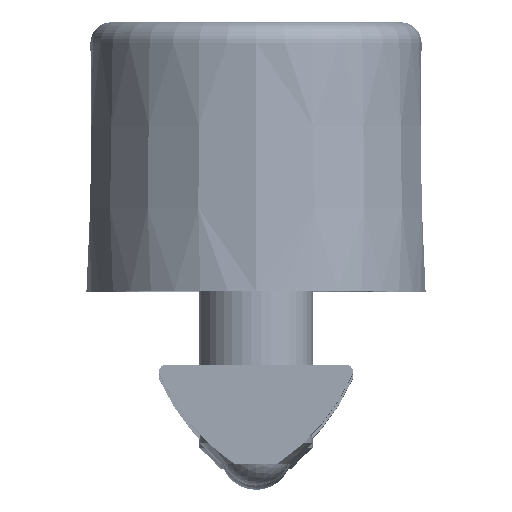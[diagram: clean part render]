
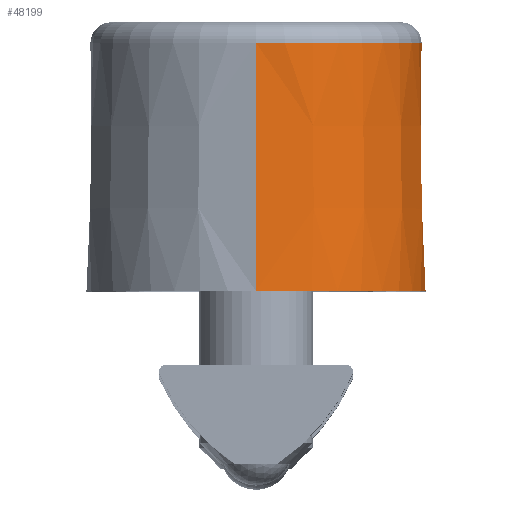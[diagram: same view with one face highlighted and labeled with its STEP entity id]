
A CAD part, top view. The second image highlights one B-rep face of the part: STEP entity #48199.
In plain terms, the highlighted conical face has half-angle 1 degrees and reference radius 12 mm.
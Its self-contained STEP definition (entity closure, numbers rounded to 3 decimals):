
#680 = VECTOR ( 'NONE', #27802, 1000. ) ;
#3376 = CIRCLE ( 'NONE', #90456, 11.7 ) ;
#6387 = CARTESIAN_POINT ( 'NONE',  ( 8.568, 14.867, 8.298 ) ) ;
#8275 = CONICAL_SURFACE ( 'NONE', #92189, 12., 0.017 ) ;
#9698 = CARTESIAN_POINT ( 'NONE',  ( 8.346, 2.19, 8.209 ) ) ;
#9914 = EDGE_CURVE ( 'NONE', #88386, #61381, #49995, .T. ) ;
#10879 = FACE_OUTER_BOUND ( 'NONE', #23901, .T. ) ;
#12104 = CARTESIAN_POINT ( 'NONE',  ( 8.24, 1.922, 8.309 ) ) ;
#14709 = CARTESIAN_POINT ( 'NONE',  ( 8.494, 10.601, 8.268 ) ) ;
#17061 = CARTESIAN_POINT ( 'NONE',  ( 7.939, 1.797, 8.594 ) ) ;
#20442 = CARTESIAN_POINT ( 'NONE',  ( 8.328, 2.065, 8.224 ) ) ;
#23043 = CARTESIAN_POINT ( 'NONE',  ( 8.395, 4.994, 8.229 ) ) ;
#23901 = EDGE_LOOP ( 'NONE', ( #43053, #89284, #35775, #79796, #97627, #63484, #86530 ) ) ;
#24396 = CIRCLE ( 'NONE', #81918, 11.694 ) ;
#24840 = CARTESIAN_POINT ( 'NONE',  ( 0., 1.797, 0. ) ) ;
#27802 = DIRECTION ( 'NONE',  ( 0., 1., 0.017 ) ) ;
#28021 = CARTESIAN_POINT ( 'NONE',  ( 0., 1.474, -11.694 ) ) ;
#28780 = CARTESIAN_POINT ( 'NONE',  ( 8.346, 2.19, 8.209 ) ) ;
#30695 = B_SPLINE_CURVE_WITH_KNOTS ( 'NONE', 3,
 ( #31025, #80697, #39377, #97385, #47703, #105695, #56033, #6387, #64373, #14709, #72710, #23043, #81035 ),
 .UNSPECIFIED., .F., .F.,
 ( 4, 3, 3, 3, 4 ),
 ( 0., 0., 0.002, 0.008, 0.017 ),
 .UNSPECIFIED. ) ;
#31025 = CARTESIAN_POINT ( 'NONE',  ( 8.641, 19., 8.327 ) ) ;
#31942 = VERTEX_POINT ( 'NONE', #52922 ) ;
#32228 = VECTOR ( 'NONE', #42411, 1000. ) ;
#32811 = EDGE_CURVE ( 'NONE', #77951, #61381, #3376, .T. ) ;
#33165 = DIRECTION ( 'NONE',  ( 0., 0., 1. ) ) ;
#35775 = ORIENTED_EDGE ( 'NONE', *, *, #79611, .F. ) ;
#39377 = CARTESIAN_POINT ( 'NONE',  ( 8.636, 18.733, 8.325 ) ) ;
#42411 = DIRECTION ( 'NONE',  ( 0., 1., -0.017 ) ) ;
#43053 = ORIENTED_EDGE ( 'NONE', *, *, #107448, .T. ) ;
#45595 = DIRECTION ( 'NONE',  ( 0., 1., 0. ) ) ;
#47142 = CARTESIAN_POINT ( 'NONE',  ( 0., 1.474, 0. ) ) ;
#47703 = CARTESIAN_POINT ( 'NONE',  ( 8.624, 18.067, 8.32 ) ) ;
#48199 = ADVANCED_FACE ( 'NONE', ( #10879 ), #8275, .T. ) ;
#49076 = LINE ( 'NONE', #92077, #32228 ) ;
#49485 = VERTEX_POINT ( 'NONE', #88809 ) ;
#49995 = LINE ( 'NONE', #69123, #680 ) ;
#52922 = CARTESIAN_POINT ( 'NONE',  ( 0., 19., -12. ) ) ;
#53422 = CARTESIAN_POINT ( 'NONE',  ( 8.032, 1.797, 8.508 ) ) ;
#55326 = CARTESIAN_POINT ( 'NONE',  ( 0., 19., 0. ) ) ;
#55467 = DIRECTION ( 'NONE',  ( 0., 0., -1. ) ) ;
#56033 = CARTESIAN_POINT ( 'NONE',  ( 8.606, 17., 8.313 ) ) ;
#57673 = VERTEX_POINT ( 'NONE', #28021 ) ;
#58830 = CARTESIAN_POINT ( 'NONE',  ( 0., 1.474, 11.694 ) ) ;
#59541 = AXIS2_PLACEMENT_3D ( 'NONE', #95275, #45595, #103592 ) ;
#61381 = VERTEX_POINT ( 'NONE', #104168 ) ;
#61770 = CARTESIAN_POINT ( 'NONE',  ( 8.123, 1.826, 8.422 ) ) ;
#62281 = EDGE_CURVE ( 'NONE', #49485, #78555, #30695, .T. ) ;
#63484 = ORIENTED_EDGE ( 'NONE', *, *, #32811, .T. ) ;
#64373 = CARTESIAN_POINT ( 'NONE',  ( 8.531, 12.734, 8.283 ) ) ;
#69123 = CARTESIAN_POINT ( 'NONE',  ( 0., 19., 12. ) ) ;
#69745 = CARTESIAN_POINT ( 'NONE',  ( 7.939, 1.797, 8.594 ) ) ;
#70110 = CARTESIAN_POINT ( 'NONE',  ( 8.275, 1.963, 8.275 ) ) ;
#72710 = CARTESIAN_POINT ( 'NONE',  ( 8.444, 7.798, 8.249 ) ) ;
#73595 = EDGE_CURVE ( 'NONE', #77951, #78555, #74450, .T. ) ;
#74450 = B_SPLINE_CURVE_WITH_KNOTS ( 'NONE', 3,
 ( #69745, #53422, #61770, #12104, #70110, #20442, #78445, #28780 ),
 .UNSPECIFIED., .F., .F.,
 ( 4, 2, 2, 4 ),
 ( 0., 0., 0.001, 0.001 ),
 .UNSPECIFIED. ) ;
#75334 = CIRCLE ( 'NONE', #59541, 12. ) ;
#77951 = VERTEX_POINT ( 'NONE', #17061 ) ;
#78445 = CARTESIAN_POINT ( 'NONE',  ( 8.345, 2.126, 8.209 ) ) ;
#78555 = VERTEX_POINT ( 'NONE', #9698 ) ;
#79611 = EDGE_CURVE ( 'NONE', #49485, #31942, #75334, .T. ) ;
#79796 = ORIENTED_EDGE ( 'NONE', *, *, #62281, .T. ) ;
#79995 = DIRECTION ( 'NONE',  ( 0., 1., 0. ) ) ;
#80697 = CARTESIAN_POINT ( 'NONE',  ( 8.638, 18.867, 8.326 ) ) ;
#81035 = CARTESIAN_POINT ( 'NONE',  ( 8.346, 2.19, 8.209 ) ) ;
#81918 = AXIS2_PLACEMENT_3D ( 'NONE', #47142, #105136, #55467 ) ;
#82833 = DIRECTION ( 'NONE',  ( 0., -1., 0. ) ) ;
#86530 = ORIENTED_EDGE ( 'NONE', *, *, #9914, .F. ) ;
#88329 = DIRECTION ( 'NONE',  ( 0., 0., 1. ) ) ;
#88386 = VERTEX_POINT ( 'NONE', #58830 ) ;
#88809 = CARTESIAN_POINT ( 'NONE',  ( 8.641, 19., 8.327 ) ) ;
#89284 = ORIENTED_EDGE ( 'NONE', *, *, #91595, .T. ) ;
#90456 = AXIS2_PLACEMENT_3D ( 'NONE', #24840, #82833, #33165 ) ;
#91595 = EDGE_CURVE ( 'NONE', #57673, #31942, #49076, .T. ) ;
#92077 = CARTESIAN_POINT ( 'NONE',  ( 0., 19., -12. ) ) ;
#92189 = AXIS2_PLACEMENT_3D ( 'NONE', #55326, #79995, #88329 ) ;
#95275 = CARTESIAN_POINT ( 'NONE',  ( 0., 19., 0. ) ) ;
#97385 = CARTESIAN_POINT ( 'NONE',  ( 8.634, 18.6, 8.324 ) ) ;
#97627 = ORIENTED_EDGE ( 'NONE', *, *, #73595, .F. ) ;
#103592 = DIRECTION ( 'NONE',  ( 0., 0., 1. ) ) ;
#104168 = CARTESIAN_POINT ( 'NONE',  ( 0., 1.797, 11.7 ) ) ;
#105136 = DIRECTION ( 'NONE',  ( 0., 1., 0. ) ) ;
#105695 = CARTESIAN_POINT ( 'NONE',  ( 8.615, 17.534, 8.317 ) ) ;
#107448 = EDGE_CURVE ( 'NONE', #88386, #57673, #24396, .T. ) ;
